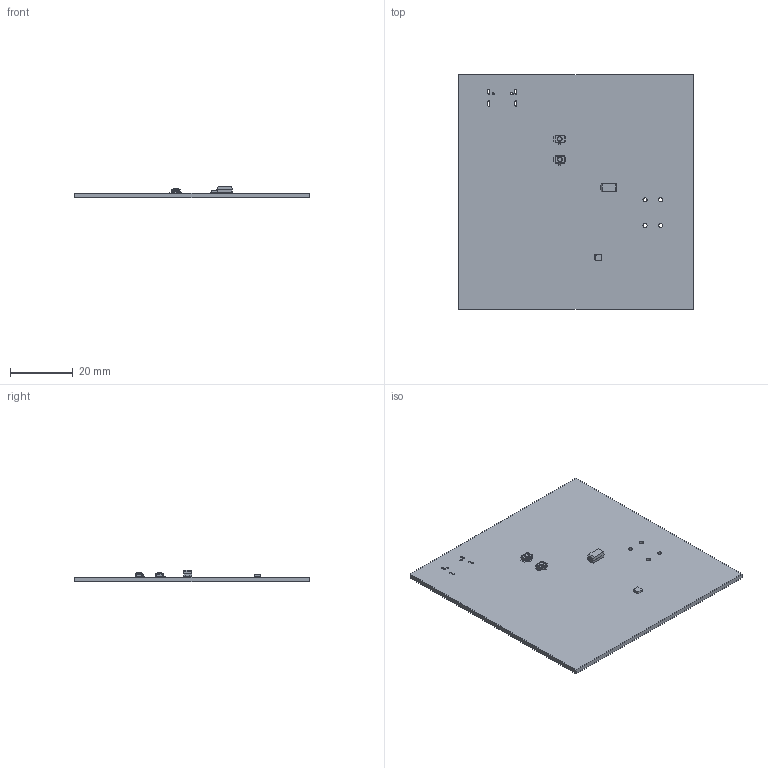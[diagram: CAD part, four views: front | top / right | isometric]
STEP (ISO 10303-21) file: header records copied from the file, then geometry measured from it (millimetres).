
FILE_DESCRIPTION(('KiCad electronic assembly'),'2;1');
FILE_NAME('OBC.step','2025-02-24T01:03:58',('Pcbnew'),('Kicad'), 'Open CASCADE STEP processor 7.6','KiCad to STEP converter','Unknown' );
FILE_SCHEMA(('AUTOMOTIVE_DESIGN { 1 0 10303 214 1 1 1 1 }'));
Length unit declared in the file: millimetre
Products named in the file (8): OBC 1; HDC3022QDEJRQ1; ASSEMBLY; RSX301L-30DDTE25; TL1017AABF160QG; OBC_PCB
Assembly tree (8 placements, depth 3):
  OBC 1
    HDC3022QDEJRQ1
      ASSEMBLY
    RSX301L-30DDTE25
      ASSEMBLY
    TL1017AABF160QG  x2
      TL1017AABF160QG
    OBC_PCB
Bounding box: 75 x 75 x 3.81 mm (x, y, z)
Volume: 8779.5 mm3; surface area: 11952.3 mm2
Topology: 17 solids, 17 shells, 592 faces, 1635 edges, 1070 vertices
Faces by surface type: plane 402, cylinder 174, bspline 8, cone 8
Full cylindrical faces by diameter (mm): 0.25 x1, 0.63 x1, 1.3 x4
Entity records: 11638 total; most frequent: CARTESIAN_POINT 2164, ORIENTED_EDGE 1948, DIRECTION 1906, EDGE_CURVE 974, LINE 746, VECTOR 746, VERTEX_POINT 638, AXIS2_PLACEMENT_3D 580
